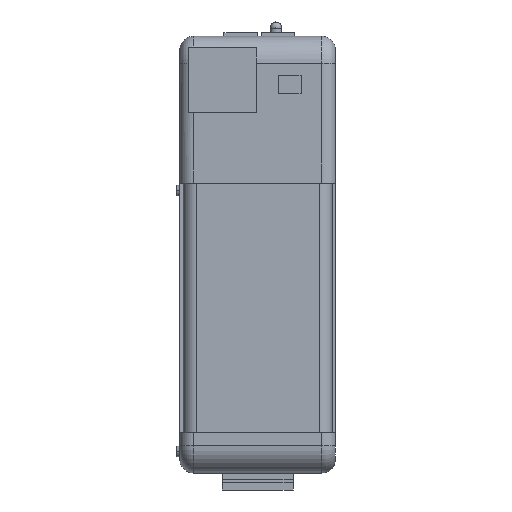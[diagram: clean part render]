
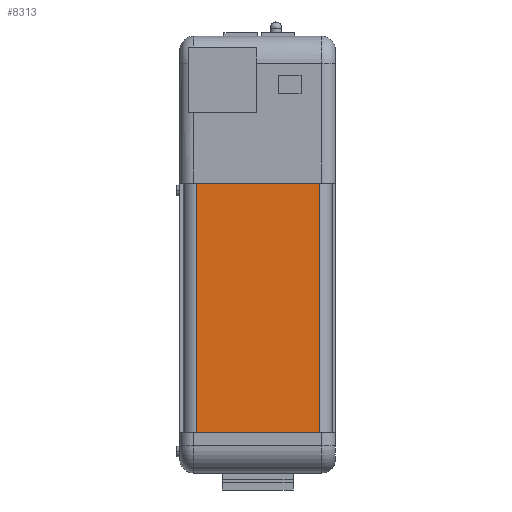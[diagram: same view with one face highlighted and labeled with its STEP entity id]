
A CAD part, front view. The second image highlights one B-rep face of the part: STEP entity #8313.
In plain terms, the highlighted planar face has unit normal (0, -1, 0).
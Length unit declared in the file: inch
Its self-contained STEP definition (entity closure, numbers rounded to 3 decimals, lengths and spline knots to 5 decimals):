
#500 = CARTESIAN_POINT ( 'NONE',  ( 0.5625, -2.9225, 0.655 ) ) ;
#761 = CARTESIAN_POINT ( 'NONE',  ( 0.5625, -2.9225, -1.63 ) ) ;
#1301 = EDGE_CURVE ( 'NONE', #11355, #9819, #7270, .T. ) ;
#1972 = DIRECTION ( 'NONE',  ( -1., 0., 0. ) ) ;
#3064 = VERTEX_POINT ( 'NONE', #8415 ) ;
#4249 = DIRECTION ( 'NONE',  ( 0., -1., 0. ) ) ;
#4377 = VERTEX_POINT ( 'NONE', #500 ) ;
#4517 = LINE ( 'NONE', #761, #10569 ) ;
#4721 = CARTESIAN_POINT ( 'NONE',  ( -0.5625, -2.9225, 0.655 ) ) ;
#4888 = PLANE ( 'NONE',  #15442 ) ;
#5173 = LINE ( 'NONE', #10548, #11217 ) ;
#5193 = CARTESIAN_POINT ( 'NONE',  ( -0.5625, -2.9225, -1.63 ) ) ;
#5575 = VECTOR ( 'NONE', #14689, 39.37008 ) ;
#5891 = ORIENTED_EDGE ( 'NONE', *, *, #1301, .T. ) ;
#5972 = LINE ( 'NONE', #9973, #5575 ) ;
#7270 = LINE ( 'NONE', #12735, #13670 ) ;
#7289 = ORIENTED_EDGE ( 'NONE', *, *, #13224, .T. ) ;
#7518 = ORIENTED_EDGE ( 'NONE', *, *, #14716, .F. ) ;
#8313 = ADVANCED_FACE ( 'NONE', ( #12313 ), #4888, .T. ) ;
#8415 = CARTESIAN_POINT ( 'NONE',  ( 0.5625, -2.9225, -1.63 ) ) ;
#9819 = VERTEX_POINT ( 'NONE', #5193 ) ;
#9973 = CARTESIAN_POINT ( 'NONE',  ( 0.5625, -2.9225, 0.655 ) ) ;
#10548 = CARTESIAN_POINT ( 'NONE',  ( 0.5625, -2.9225, 0.655 ) ) ;
#10569 = VECTOR ( 'NONE', #1972, 39.37008 ) ;
#11217 = VECTOR ( 'NONE', #11745, 39.37008 ) ;
#11355 = VERTEX_POINT ( 'NONE', #4721 ) ;
#11460 = CARTESIAN_POINT ( 'NONE',  ( 0.5625, -2.9225, 0.655 ) ) ;
#11465 = ORIENTED_EDGE ( 'NONE', *, *, #14115, .F. ) ;
#11745 = DIRECTION ( 'NONE',  ( -1., 0., 0. ) ) ;
#12313 = FACE_OUTER_BOUND ( 'NONE', #14842, .T. ) ;
#12682 = DIRECTION ( 'NONE',  ( 0., 0., -1. ) ) ;
#12735 = CARTESIAN_POINT ( 'NONE',  ( -0.5625, -2.9225, 0.655 ) ) ;
#13224 = EDGE_CURVE ( 'NONE', #4377, #11355, #5173, .T. ) ;
#13670 = VECTOR ( 'NONE', #15130, 39.37008 ) ;
#14115 = EDGE_CURVE ( 'NONE', #3064, #9819, #4517, .T. ) ;
#14689 = DIRECTION ( 'NONE',  ( 0., 0., -1. ) ) ;
#14716 = EDGE_CURVE ( 'NONE', #4377, #3064, #5972, .T. ) ;
#14842 = EDGE_LOOP ( 'NONE', ( #11465, #7518, #7289, #5891 ) ) ;
#15130 = DIRECTION ( 'NONE',  ( 0., 0., -1. ) ) ;
#15442 = AXIS2_PLACEMENT_3D ( 'NONE', #11460, #4249, #12682 ) ;
